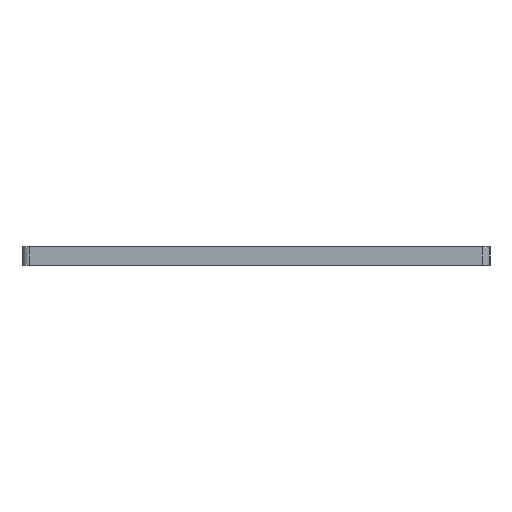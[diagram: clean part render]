
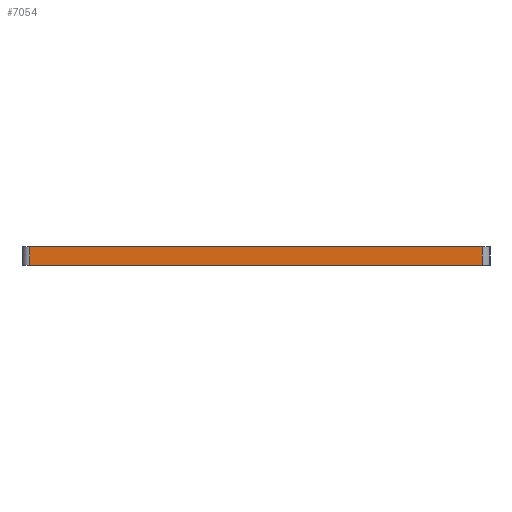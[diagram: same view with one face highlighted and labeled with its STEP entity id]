
A CAD part, left-side view. The second image highlights one B-rep face of the part: STEP entity #7054.
In plain terms, the highlighted planar face has unit normal (-1, 0, 0).
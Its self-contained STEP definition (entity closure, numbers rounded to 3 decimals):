
#895=CARTESIAN_POINT('',(-95.25,-36.85,11.));
#896=VERTEX_POINT('',#895);
#904=CARTESIAN_POINT('',(-95.25,36.85,11.));
#905=VERTEX_POINT('',#904);
#906=CARTESIAN_POINT('',(-95.25,-36.85,11.));
#907=DIRECTION('',(0.,1.,-0.));
#908=VECTOR('',#907,73.7);
#909=LINE('',#906,#908);
#910=EDGE_CURVE('',#896,#905,#909,.T.);
#7024=CARTESIAN_POINT('',(-95.25,0.,14.));
#7025=DIRECTION('',(-1.,0.,0.));
#7026=DIRECTION('',(0.,0.,1.));
#7027=AXIS2_PLACEMENT_3D('',#7024,#7025,#7026);
#7028=PLANE('',#7027);
#7029=CARTESIAN_POINT('',(-95.25,-36.85,14.));
#7030=VERTEX_POINT('',#7029);
#7031=CARTESIAN_POINT('',(-95.25,36.85,14.));
#7032=VERTEX_POINT('',#7031);
#7033=CARTESIAN_POINT('',(-95.25,-36.85,14.));
#7034=DIRECTION('',(0.,1.,-0.));
#7035=VECTOR('',#7034,73.7);
#7036=LINE('',#7033,#7035);
#7037=EDGE_CURVE('',#7030,#7032,#7036,.T.);
#7038=ORIENTED_EDGE('',*,*,#7037,.T.);
#7039=CARTESIAN_POINT('',(-95.25,36.85,14.));
#7040=DIRECTION('',(-0.,-0.,-1.));
#7041=VECTOR('',#7040,3.);
#7042=LINE('',#7039,#7041);
#7043=EDGE_CURVE('',#7032,#905,#7042,.T.);
#7044=ORIENTED_EDGE('',*,*,#7043,.T.);
#7045=ORIENTED_EDGE('',*,*,#910,.F.);
#7046=CARTESIAN_POINT('',(-95.25,-36.85,11.));
#7047=DIRECTION('',(0.,0.,1.));
#7048=VECTOR('',#7047,3.);
#7049=LINE('',#7046,#7048);
#7050=EDGE_CURVE('',#896,#7030,#7049,.T.);
#7051=ORIENTED_EDGE('',*,*,#7050,.T.);
#7052=EDGE_LOOP('',(#7038,#7044,#7045,#7051));
#7053=FACE_BOUND('',#7052,.T.);
#7054=ADVANCED_FACE('',(#7053),#7028,.T.);
